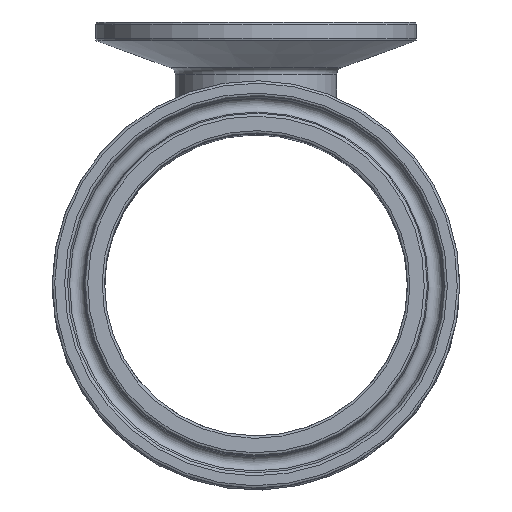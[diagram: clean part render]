
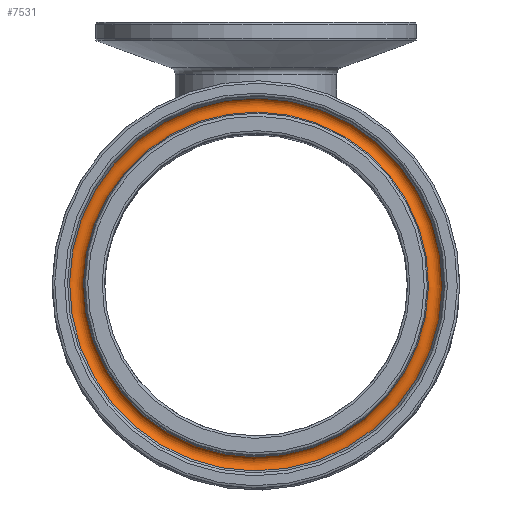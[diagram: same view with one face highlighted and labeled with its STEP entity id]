
A CAD part, top view. The second image highlights one B-rep face of the part: STEP entity #7531.
In plain terms, the highlighted toroidal (fillet/blend) face has major radius 28.169 mm and minor radius 1.194 mm.
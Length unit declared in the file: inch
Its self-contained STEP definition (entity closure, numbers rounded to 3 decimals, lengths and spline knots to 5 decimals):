
#48=TOROIDAL_SURFACE('',#8012,1.109,0.047);
#189=FACE_BOUND('',#1485,.T.);
#965=FACE_OUTER_BOUND('',#1484,.T.);
#1484=EDGE_LOOP('',(#6958));
#1485=EDGE_LOOP('',(#6959));
#3016=CIRCLE('',#8006,1.06483);
#3018=CIRCLE('',#8010,1.15124);
#3752=VERTEX_POINT('',#16402);
#3754=VERTEX_POINT('',#16408);
#4826=EDGE_CURVE('',#3752,#3752,#3016,.T.);
#4828=EDGE_CURVE('',#3754,#3754,#3018,.T.);
#6958=ORIENTED_EDGE('',*,*,#4828,.T.);
#6959=ORIENTED_EDGE('',*,*,#4826,.F.);
#7531=ADVANCED_FACE('',(#965,#189),#48,.F.);
#8006=AXIS2_PLACEMENT_3D('',#16403,#9440,#9441);
#8010=AXIS2_PLACEMENT_3D('',#16409,#9448,#9449);
#8012=AXIS2_PLACEMENT_3D('',#16411,#9452,#9453);
#9440=DIRECTION('center_axis',(0.,0.,
1.));
#9441=DIRECTION('ref_axis',(-0.652,-0.758,0.));
#9448=DIRECTION('center_axis',(0.,0.,
1.));
#9449=DIRECTION('ref_axis',(-0.652,-0.758,0.));
#9452=DIRECTION('center_axis',(0.,0.,
1.));
#9453=DIRECTION('ref_axis',(-0.652,-0.758,0.));
#16402=CARTESIAN_POINT('',(0.80767,-0.69394,3.34293));
#16403=CARTESIAN_POINT('Origin',(0.,0.,
3.34293));
#16408=CARTESIAN_POINT('',(0.87321,-0.75025,3.3384));
#16409=CARTESIAN_POINT('Origin',(0.,0.,
3.3384));
#16411=CARTESIAN_POINT('Origin',(0.,0.,
3.359));
